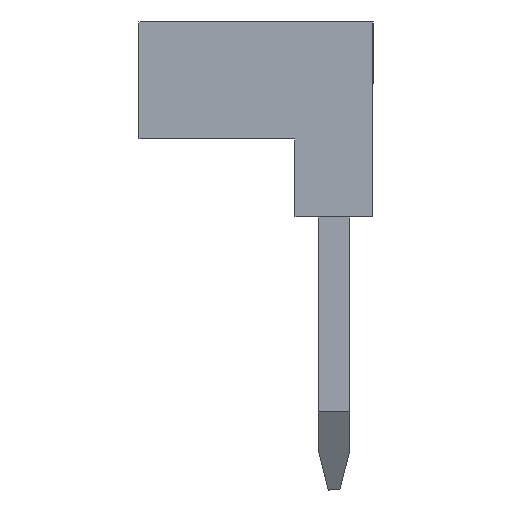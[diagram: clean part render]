
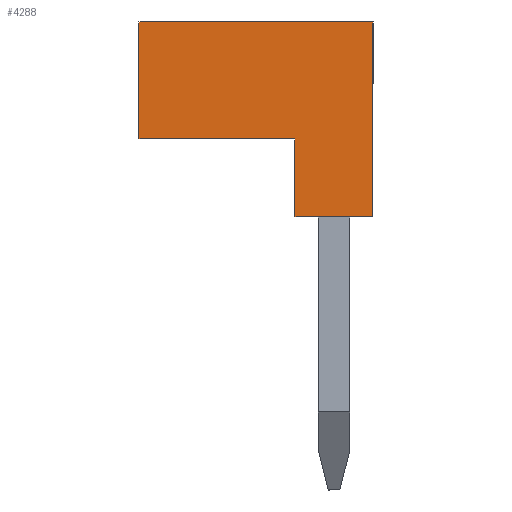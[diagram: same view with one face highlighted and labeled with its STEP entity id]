
A CAD part, left-side view. The second image highlights one B-rep face of the part: STEP entity #4288.
In plain terms, the highlighted planar face has unit normal (-1, 0, 0).
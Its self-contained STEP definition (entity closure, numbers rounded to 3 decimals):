
#4256=AXIS2_PLACEMENT_3D('Plane Axis2P3D',#4253,#4254,#4255) ;
#4125=CARTESIAN_POINT('Vertex',(0.,0.,7.)) ;
#4141=CARTESIAN_POINT('Vertex',(0.,0.,12.)) ;
#4144=CARTESIAN_POINT('Line Origine',(0.,0.,9.5)) ;
#4168=CARTESIAN_POINT('Vertex',(0.,2.,7.)) ;
#4176=CARTESIAN_POINT('Line Origine',(0.,1.,7.)) ;
#4253=CARTESIAN_POINT('Axis2P3D Location',(0.,2.,12.)) ;
#4259=CARTESIAN_POINT('Control Point',(0.,6.,12.)) ;
#4260=CARTESIAN_POINT('Control Point',(0.,6.,9.)) ;
#4261=CARTESIAN_POINT('Vertex',(0.,6.,12.)) ;
#4263=CARTESIAN_POINT('Vertex',(0.,6.,9.)) ;
#4267=CARTESIAN_POINT('Control Point',(0.,6.,9.)) ;
#4268=CARTESIAN_POINT('Control Point',(0.,2.,9.)) ;
#4269=CARTESIAN_POINT('Vertex',(0.,2.,9.)) ;
#4273=CARTESIAN_POINT('Control Point',(0.,2.,9.)) ;
#4274=CARTESIAN_POINT('Control Point',(0.,2.,7.)) ;
#4277=CARTESIAN_POINT('Control Point',(0.,0.,12.)) ;
#4278=CARTESIAN_POINT('Control Point',(0.,6.,12.)) ;
#4145=DIRECTION('Vector Direction',(0.,0.,1.)) ;
#4177=DIRECTION('Vector Direction',(0.,-1.,0.)) ;
#4254=DIRECTION('Axis2P3D Direction',(-1.,0.,0.)) ;
#4255=DIRECTION('Axis2P3D XDirection',(0.,1.,0.)) ;
#4146=VECTOR('Line Direction',#4145,1.) ;
#4178=VECTOR('Line Direction',#4177,1.) ;
#4281=ORIENTED_EDGE('',*,*,#4265,.T.) ;
#4282=ORIENTED_EDGE('',*,*,#4271,.T.) ;
#4283=ORIENTED_EDGE('',*,*,#4275,.T.) ;
#4284=ORIENTED_EDGE('',*,*,#4180,.T.) ;
#4285=ORIENTED_EDGE('',*,*,#4148,.T.) ;
#4286=ORIENTED_EDGE('',*,*,#4279,.T.) ;
#4288=ADVANCED_FACE('QV',(#4287),#4257,.T.) ;
#4258=B_SPLINE_CURVE_WITH_KNOTS('',1,(#4259,#4260),.UNSPECIFIED.,.F.,.U.,(2,2),(0.,3.),.UNSPECIFIED.) ;
#4266=B_SPLINE_CURVE_WITH_KNOTS('',1,(#4267,#4268),.UNSPECIFIED.,.F.,.U.,(2,2),(0.,4.),.UNSPECIFIED.) ;
#4272=B_SPLINE_CURVE_WITH_KNOTS('',1,(#4273,#4274),.UNSPECIFIED.,.F.,.U.,(2,2),(0.,2.),.UNSPECIFIED.) ;
#4276=B_SPLINE_CURVE_WITH_KNOTS('',1,(#4277,#4278),.UNSPECIFIED.,.F.,.U.,(2,2),(0.,6.),.UNSPECIFIED.) ;
#4148=EDGE_CURVE('',#4126,#4142,#4147,.T.) ;
#4180=EDGE_CURVE('',#4169,#4126,#4179,.T.) ;
#4265=EDGE_CURVE('',#4262,#4264,#4258,.T.) ;
#4271=EDGE_CURVE('',#4264,#4270,#4266,.T.) ;
#4275=EDGE_CURVE('',#4270,#4169,#4272,.T.) ;
#4279=EDGE_CURVE('',#4142,#4262,#4276,.T.) ;
#4280=EDGE_LOOP('',(#4281,#4282,#4283,#4284,#4285,#4286)) ;
#4287=FACE_OUTER_BOUND('',#4280,.T.) ;
#4147=LINE('Line',#4144,#4146) ;
#4179=LINE('Line',#4176,#4178) ;
#4257=PLANE('',#4256) ;
#4126=VERTEX_POINT('',#4125) ;
#4142=VERTEX_POINT('',#4141) ;
#4169=VERTEX_POINT('',#4168) ;
#4262=VERTEX_POINT('',#4261) ;
#4264=VERTEX_POINT('',#4263) ;
#4270=VERTEX_POINT('',#4269) ;
